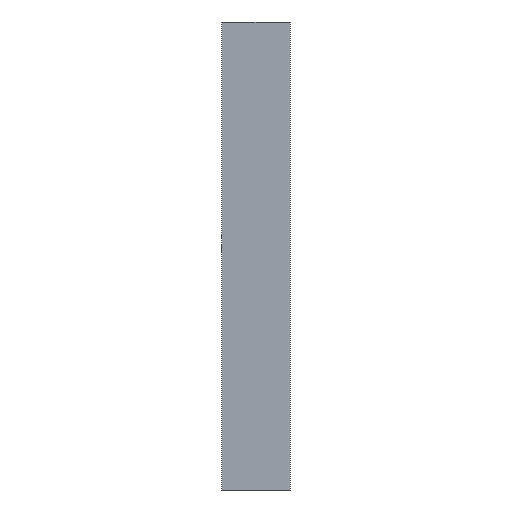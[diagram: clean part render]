
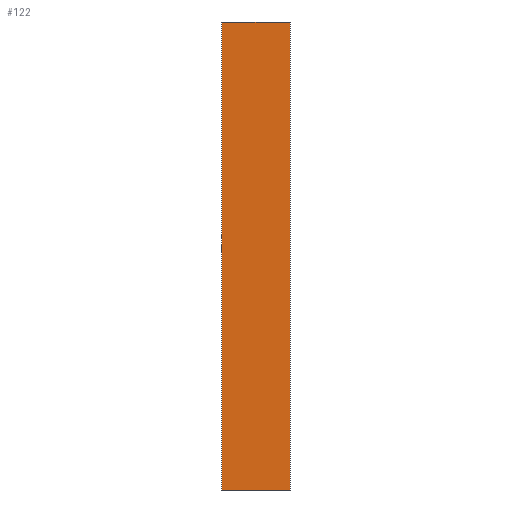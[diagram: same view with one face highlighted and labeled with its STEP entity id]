
A CAD part, front view. The second image highlights one B-rep face of the part: STEP entity #122.
In plain terms, the highlighted planar face has unit normal (0, -1, 0).
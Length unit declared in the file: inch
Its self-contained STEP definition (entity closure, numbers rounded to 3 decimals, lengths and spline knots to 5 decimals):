
#5 = CARTESIAN_POINT ( 'NONE',  ( -3.5, -0.375, -24. ) ) ;
#6 = EDGE_CURVE ( 'NONE', #159, #186, #77, .T. ) ;
#16 = DIRECTION ( 'NONE',  ( 1., 0., 0. ) ) ;
#25 = CARTESIAN_POINT ( 'NONE',  ( -3.5, -0.375, 24. ) ) ;
#26 = EDGE_CURVE ( 'NONE', #155, #186, #33, .T. ) ;
#30 = DIRECTION ( 'NONE',  ( 0., 0., -1. ) ) ;
#33 = LINE ( 'NONE', #179, #59 ) ;
#59 = VECTOR ( 'NONE', #16, 39.37008 ) ;
#60 = CARTESIAN_POINT ( 'NONE',  ( 3.5, -0.375, 24. ) ) ;
#63 = VECTOR ( 'NONE', #30, 39.37008 ) ;
#76 = VERTEX_POINT ( 'NONE', #211 ) ;
#77 = LINE ( 'NONE', #60, #63 ) ;
#90 = LINE ( 'NONE', #25, #172 ) ;
#93 = EDGE_LOOP ( 'NONE', ( #94, #106, #173, #141 ) ) ;
#94 = ORIENTED_EDGE ( 'NONE', *, *, #26, .T. ) ;
#97 = PLANE ( 'NONE',  #153 ) ;
#98 = DIRECTION ( 'NONE',  ( 0., 0., 1. ) ) ;
#106 = ORIENTED_EDGE ( 'NONE', *, *, #6, .F. ) ;
#108 = EDGE_CURVE ( 'NONE', #76, #159, #120, .T. ) ;
#117 = FACE_OUTER_BOUND ( 'NONE', #93, .T. ) ;
#119 = CARTESIAN_POINT ( 'NONE',  ( -3.5, -0.375, 24. ) ) ;
#120 = LINE ( 'NONE', #184, #210 ) ;
#122 = ADVANCED_FACE ( 'NONE', ( #117 ), #97, .F. ) ;
#141 = ORIENTED_EDGE ( 'NONE', *, *, #194, .T. ) ;
#148 = CARTESIAN_POINT ( 'NONE',  ( 3.5, -0.375, -24. ) ) ;
#153 = AXIS2_PLACEMENT_3D ( 'NONE', #119, #164, #98 ) ;
#155 = VERTEX_POINT ( 'NONE', #5 ) ;
#159 = VERTEX_POINT ( 'NONE', #203 ) ;
#164 = DIRECTION ( 'NONE',  ( 0., 1., 0. ) ) ;
#172 = VECTOR ( 'NONE', #204, 39.37008 ) ;
#173 = ORIENTED_EDGE ( 'NONE', *, *, #108, .F. ) ;
#179 = CARTESIAN_POINT ( 'NONE',  ( -3.5, -0.375, -24. ) ) ;
#184 = CARTESIAN_POINT ( 'NONE',  ( -3.5, -0.375, 24. ) ) ;
#186 = VERTEX_POINT ( 'NONE', #148 ) ;
#194 = EDGE_CURVE ( 'NONE', #76, #155, #90, .T. ) ;
#198 = DIRECTION ( 'NONE',  ( 1., 0., 0. ) ) ;
#203 = CARTESIAN_POINT ( 'NONE',  ( 3.5, -0.375, 24. ) ) ;
#204 = DIRECTION ( 'NONE',  ( 0., 0., -1. ) ) ;
#210 = VECTOR ( 'NONE', #198, 39.37008 ) ;
#211 = CARTESIAN_POINT ( 'NONE',  ( -3.5, -0.375, 24. ) ) ;
